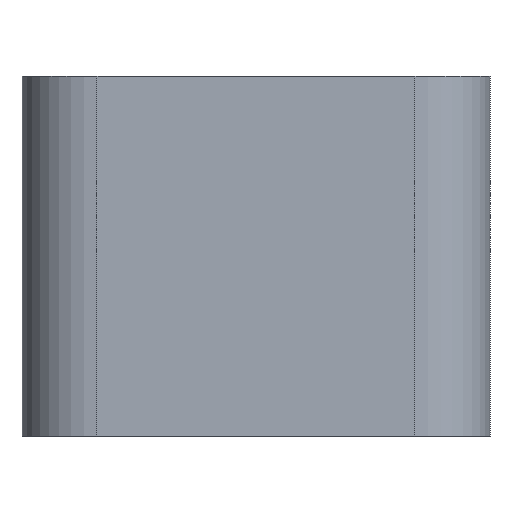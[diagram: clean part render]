
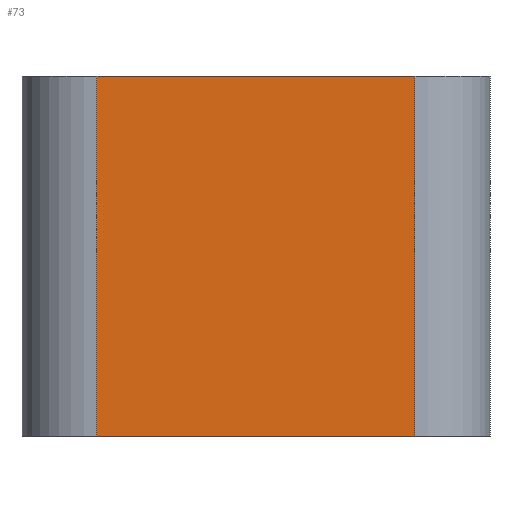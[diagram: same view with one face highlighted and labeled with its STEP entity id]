
A CAD part, left-side view. The second image highlights one B-rep face of the part: STEP entity #73.
In plain terms, the highlighted planar face has unit normal (-1, 0, 0).
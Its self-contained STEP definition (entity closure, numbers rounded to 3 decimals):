
#73=ADVANCED_FACE('',(#140),#141,.T.);
#140=FACE_OUTER_BOUND('',#197,.T.);
#141=PLANE('',#198);
#197=EDGE_LOOP('',(#342,#343,#344,#345));
#198=AXIS2_PLACEMENT_3D('',#346,#347,#348);
#342=ORIENTED_EDGE('',*,*,#378,.F.);
#343=ORIENTED_EDGE('',*,*,#402,.T.);
#344=ORIENTED_EDGE('',*,*,#393,.T.);
#345=ORIENTED_EDGE('',*,*,#371,.T.);
#346=CARTESIAN_POINT('',(-67.6,10.6,24.0));
#347=DIRECTION('',(-1.0,0.0,0.0));
#348=DIRECTION('',(0.0,1.0,0.0));
#371=EDGE_CURVE('',#447,#448,#449,.T.);
#378=EDGE_CURVE('',#456,#448,#458,.T.);
#393=EDGE_CURVE('',#478,#447,#479,.T.);
#402=EDGE_CURVE('',#456,#478,#489,.T.);
#447=VERTEX_POINT('',#547);
#448=VERTEX_POINT('',#548);
#449=LINE('',#549,#550);
#456=VERTEX_POINT('',#557);
#458=LINE('',#559,#560);
#478=VERTEX_POINT('',#586);
#479=LINE('',#587,#588);
#489=LINE('',#601,#602);
#547=CARTESIAN_POINT('',(-67.6,10.6,0.));
#548=CARTESIAN_POINT('',(-67.6,-10.6,0.));
#549=CARTESIAN_POINT('',(-67.6,-10.6,0.));
#550=VECTOR('',#636,1.0);
#557=CARTESIAN_POINT('',(-67.6,-10.6,24.0));
#559=CARTESIAN_POINT('',(-67.6,-10.6,24.0));
#560=VECTOR('',#652,1.0);
#586=CARTESIAN_POINT('',(-67.6,10.6,24.0));
#587=CARTESIAN_POINT('',(-67.6,10.6,24.0));
#588=VECTOR('',#668,1.0);
#601=CARTESIAN_POINT('',(-67.6,-10.6,24.0));
#602=VECTOR('',#681,1.0);
#636=DIRECTION('',(-0.0,-1.0,-0.0));
#652=DIRECTION('',(0.0,0.0,-1.0));
#668=DIRECTION('',(0.0,0.0,-1.0));
#681=DIRECTION('',(0.0,1.0,0.0));
